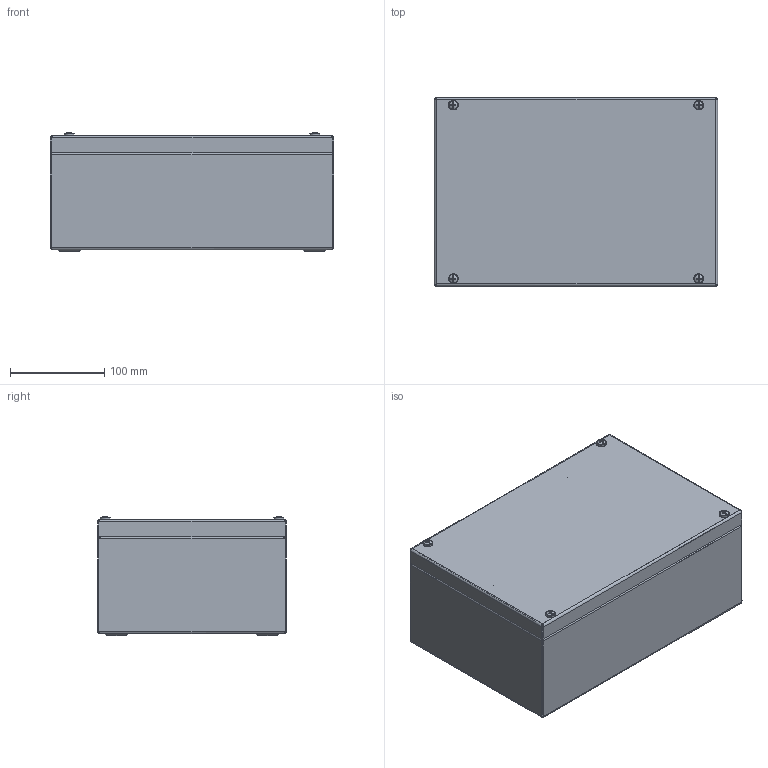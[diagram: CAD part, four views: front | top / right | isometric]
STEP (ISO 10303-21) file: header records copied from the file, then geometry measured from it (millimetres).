
FILE_DESCRIPTION (( 'STEP AP214' ), '1' );
FILE_NAME ('37302092.STEP', '2018-08-22T05:58:51', ( 'Macha' ), ( 'Hewlett-Packard Company' ), 'SwSTEP 2.0', 'SolidWorks 2018', '' );
FILE_SCHEMA (( 'AUTOMOTIVE_DESIGN' ));
Length unit declared in the file: millimetre
Products named in the file (12): 93344; 41070; 82410_37302008; 42030; 56060; 86003_Bl.1,25; 42109; 42118; 37302092; 92081; 56105; 93379
Assembly tree (22 placements, depth 3):
  37302092
    56060
      42118
      42109  x2
      86003_Bl.1,25  x4
    56105
      42030
      82410_37302008
      41070  x4
      93344  x4
      93379
    92081  x2
Bounding box: 300 x 200 x 126.37 mm (x, y, z)
Volume: 441454 mm3; surface area: 595861.5 mm2
Topology: 20 solids, 20 shells, 697 faces, 1520 edges, 902 vertices
Faces by surface type: plane 311, cylinder 222, bspline 80, cone 44, sphere 24, torus 16
Full cylindrical faces by diameter (mm): 4.2 x8, 4.7 x2, 5 x24, 5.9 x4, 6 x1, 7 x12, 8 x10, 9 x4, 10 x4, 10.4 x4, 12 x1
Entity records: 15232 total; most frequent: CARTESIAN_POINT 4869, ORIENTED_EDGE 1944, DIRECTION 1913, EDGE_CURVE 972, AXIS2_PLACEMENT_3D 681, VERTEX_POINT 581, EDGE_LOOP 579, VECTOR 551
